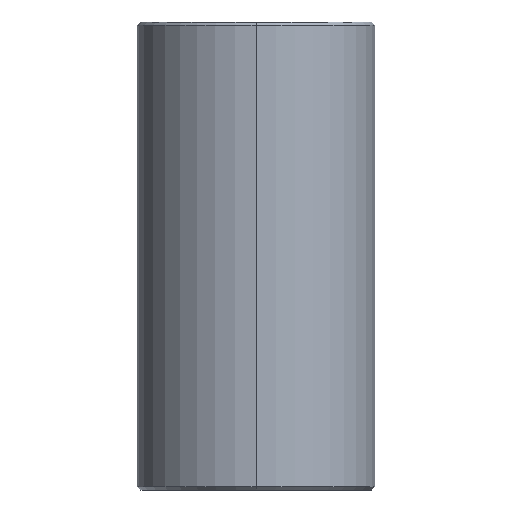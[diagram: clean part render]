
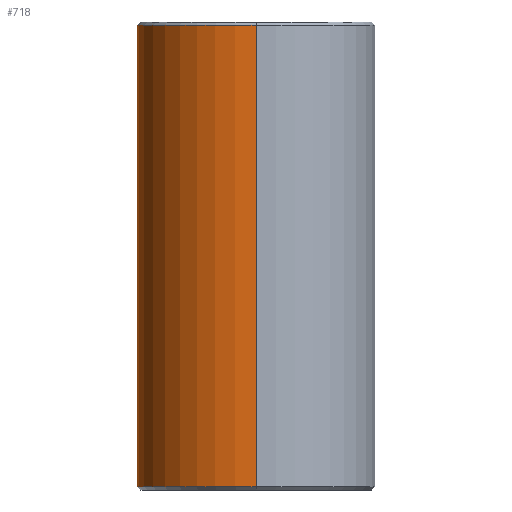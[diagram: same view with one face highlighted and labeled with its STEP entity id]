
A CAD part, left-side view. The second image highlights one B-rep face of the part: STEP entity #718.
In plain terms, the highlighted cylindrical face has radius 7.5 mm (diameter 15 mm), a partial arc.
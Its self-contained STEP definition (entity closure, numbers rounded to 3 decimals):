
#12 = EDGE_CURVE ( 'NONE', #282, #108, #109, .T. ) ;
#36 = LINE ( 'NONE', #191, #76 ) ;
#76 = VECTOR ( 'NONE', #649, 1000. ) ;
#83 = CIRCLE ( 'NONE', #552, 7.5 ) ;
#84 = AXIS2_PLACEMENT_3D ( 'NONE', #593, #559, #565 ) ;
#87 = EDGE_LOOP ( 'NONE', ( #604, #561, #464, #106 ) ) ;
#106 = ORIENTED_EDGE ( 'NONE', *, *, #497, .F. ) ;
#108 = VERTEX_POINT ( 'NONE', #392 ) ;
#109 = CIRCLE ( 'NONE', #84, 7.5 ) ;
#189 = LINE ( 'NONE', #679, #521 ) ;
#191 = CARTESIAN_POINT ( 'NONE',  ( 7.5, 0., 29.5 ) ) ;
#198 = DIRECTION ( 'NONE',  ( 0., 0., -1. ) ) ;
#213 = FACE_OUTER_BOUND ( 'NONE', #87, .T. ) ;
#215 = CARTESIAN_POINT ( 'NONE',  ( 0., 0., 0.2 ) ) ;
#282 = VERTEX_POINT ( 'NONE', #330 ) ;
#314 = CARTESIAN_POINT ( 'NONE',  ( -7.5, 0., 0.2 ) ) ;
#330 = CARTESIAN_POINT ( 'NONE',  ( -7.5, 0., 29.3 ) ) ;
#348 = EDGE_CURVE ( 'NONE', #527, #547, #83, .T. ) ;
#392 = CARTESIAN_POINT ( 'NONE',  ( 7.5, 0., 29.3 ) ) ;
#400 = AXIS2_PLACEMENT_3D ( 'NONE', #450, #594, #675 ) ;
#409 = DIRECTION ( 'NONE',  ( 1., 0., 0. ) ) ;
#450 = CARTESIAN_POINT ( 'NONE',  ( 0., 0., 29.5 ) ) ;
#464 = ORIENTED_EDGE ( 'NONE', *, *, #348, .T. ) ;
#497 = EDGE_CURVE ( 'NONE', #282, #547, #189, .T. ) ;
#521 = VECTOR ( 'NONE', #198, 1000. ) ;
#527 = VERTEX_POINT ( 'NONE', #538 ) ;
#528 = CYLINDRICAL_SURFACE ( 'NONE', #400, 7.5 ) ;
#538 = CARTESIAN_POINT ( 'NONE',  ( 7.5, 0., 0.2 ) ) ;
#547 = VERTEX_POINT ( 'NONE', #314 ) ;
#552 = AXIS2_PLACEMENT_3D ( 'NONE', #215, #720, #409 ) ;
#559 = DIRECTION ( 'NONE',  ( 0., 0., -1. ) ) ;
#561 = ORIENTED_EDGE ( 'NONE', *, *, #635, .T. ) ;
#565 = DIRECTION ( 'NONE',  ( 1., 0., 0. ) ) ;
#593 = CARTESIAN_POINT ( 'NONE',  ( 0., 0., 29.3 ) ) ;
#594 = DIRECTION ( 'NONE',  ( 0., 0., -1. ) ) ;
#604 = ORIENTED_EDGE ( 'NONE', *, *, #12, .T. ) ;
#635 = EDGE_CURVE ( 'NONE', #108, #527, #36, .T. ) ;
#649 = DIRECTION ( 'NONE',  ( 0., 0., -1. ) ) ;
#675 = DIRECTION ( 'NONE',  ( -1., 0., 0. ) ) ;
#679 = CARTESIAN_POINT ( 'NONE',  ( -7.5, 0., 29.5 ) ) ;
#718 = ADVANCED_FACE ( 'NONE', ( #213 ), #528, .T. ) ;
#720 = DIRECTION ( 'NONE',  ( 0., 0., 1. ) ) ;
